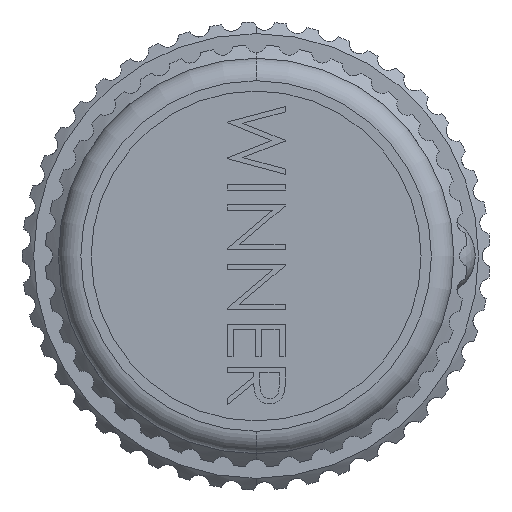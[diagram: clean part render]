
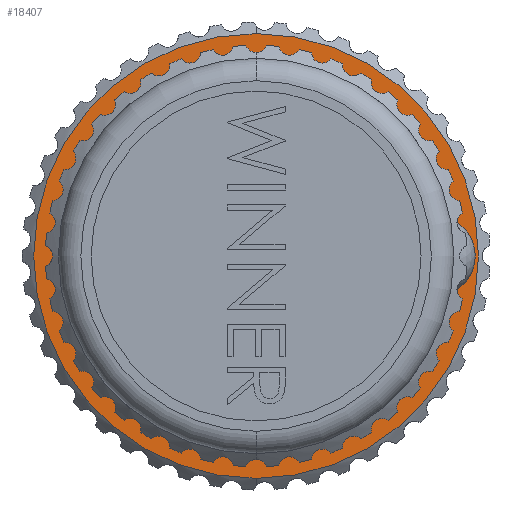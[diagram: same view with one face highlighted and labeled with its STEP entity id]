
A CAD part, left-side view. The second image highlights one B-rep face of the part: STEP entity #18407.
In plain terms, the highlighted planar face has unit normal (-1, 0, 0).
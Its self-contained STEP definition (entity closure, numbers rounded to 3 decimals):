
#153 = PLANE ( 'NONE',  #8996 ) ;
#533 = CARTESIAN_POINT ( 'NONE',  ( -14.3, -0.873, 4.272 ) ) ;
#706 = CARTESIAN_POINT ( 'NONE',  ( -14.3, -1.801, -4.266 ) ) ;
#869 = CARTESIAN_POINT ( 'NONE',  ( -14.3, 0.269, -4.511 ) ) ;
#1041 = CARTESIAN_POINT ( 'NONE',  ( -14.3, 4.072, -0.431 ) ) ;
#1701 = VERTEX_POINT ( 'NONE', #23801 ) ;
#2135 = DIRECTION ( 'NONE',  ( -1., 0., 0. ) ) ;
#2379 = CARTESIAN_POINT ( 'NONE',  ( -14.3, -2.221, 3.863 ) ) ;
#2629 = CARTESIAN_POINT ( 'NONE',  ( -14.3, -0.165, 4.312 ) ) ;
#2725 = CARTESIAN_POINT ( 'NONE',  ( -14.3, -2.022, -4.183 ) ) ;
#2811 = CARTESIAN_POINT ( 'NONE',  ( -14.3, 3.868, -1.576 ) ) ;
#2893 = CARTESIAN_POINT ( 'NONE',  ( -14.3, -2.838, -3.746 ) ) ;
#3051 = CARTESIAN_POINT ( 'NONE',  ( -14.3, -2.442, -3.987 ) ) ;
#3140 = CARTESIAN_POINT ( 'NONE',  ( -14.3, 0., 0. ) ) ;
#3405 = FACE_BOUND ( 'NONE', #12403, .T. ) ;
#4296 = CARTESIAN_POINT ( 'NONE',  ( -14.3, 3.633, 1.61 ) ) ;
#4474 = CARTESIAN_POINT ( 'NONE',  ( -14.3, 2.77, 3.005 ) ) ;
#4558 = CARTESIAN_POINT ( 'NONE',  ( -14.3, -3.972, 2.331 ) ) ;
#4644 = CARTESIAN_POINT ( 'NONE',  ( -14.3, -2.428, 3.755 ) ) ;
#4681 = CARTESIAN_POINT ( 'NONE',  ( -14.3, 0., -15.3 ) ) ;
#4726 = CARTESIAN_POINT ( 'NONE',  ( -14.3, 2.751, -3.324 ) ) ;
#4885 = CARTESIAN_POINT ( 'NONE',  ( -14.3, -2.644, -3.875 ) ) ;
#4934 = FACE_OUTER_BOUND ( 'NONE', #12972, .T. ) ;
#5043 = CARTESIAN_POINT ( 'NONE',  ( -14.3, -0.67, -4.525 ) ) ;
#6389 = CARTESIAN_POINT ( 'NONE',  ( -14.3, 3.7, 1.382 ) ) ;
#6555 = CARTESIAN_POINT ( 'NONE',  ( -14.3, 2.926, 2.83 ) ) ;
#6728 = CARTESIAN_POINT ( 'NONE',  ( -14.3, -1.129, -4.463 ) ) ;
#6778 = CIRCLE ( 'NONE', #21241, 4.7 ) ;
#6986 = CARTESIAN_POINT ( 'NONE',  ( -14.3, 3.789, -1.794 ) ) ;
#7069 = CARTESIAN_POINT ( 'NONE',  ( -14.3, 4.034, 0.263 ) ) ;
#7611 = VERTEX_POINT ( 'NONE', #24702 ) ;
#7975 = ORIENTED_EDGE ( 'NONE', *, *, #14239, .T. ) ;
#8576 = CARTESIAN_POINT ( 'NONE',  ( -14.3, 3.208, 2.452 ) ) ;
#8936 = ORIENTED_EDGE ( 'NONE', *, *, #11390, .T. ) ;
#8996 = AXIS2_PLACEMENT_3D ( 'NONE', #24261, #24348, #20415 ) ;
#8997 = CARTESIAN_POINT ( 'NONE',  ( -14.3, 3.989, -1.128 ) ) ;
#9090 = DIRECTION ( 'NONE',  ( -1., 0., 0. ) ) ;
#9093 = CARTESIAN_POINT ( 'NONE',  ( -14.3, 3.876, 0.948 ) ) ;
#9233 = AXIS2_PLACEMENT_3D ( 'NONE', #3140, #9090, #22611 ) ;
#9922 = DIRECTION ( 'NONE',  ( 0., 0., 1. ) ) ;
#10425 = CARTESIAN_POINT ( 'NONE',  ( -14.3, -0.404, 4.311 ) ) ;
#10580 = CARTESIAN_POINT ( 'NONE',  ( -14.3, 0.991, 4.122 ) ) ;
#10997 = CARTESIAN_POINT ( 'NONE',  ( -14.3, -4.627, 0.826 ) ) ;
#11051 = EDGE_CURVE ( 'NONE', #22141, #1701, #19753, .T. ) ;
#11390 = EDGE_CURVE ( 'NONE', #7611, #18421, #16852, .T. ) ;
#11495 = EDGE_CURVE ( 'NONE', #20157, #7611, #19057, .T. ) ;
#11989 = CARTESIAN_POINT ( 'NONE',  ( -14.3, 0., 0. ) ) ;
#12242 = CARTESIAN_POINT ( 'NONE',  ( -14.3, -4.335, 1.722 ) ) ;
#12331 = CARTESIAN_POINT ( 'NONE',  ( -14.3, -1.104, 4.234 ) ) ;
#12403 = EDGE_LOOP ( 'NONE', ( #13177, #19374, #8936 ) ) ;
#12417 = CARTESIAN_POINT ( 'NONE',  ( -14.3, 1.851, 3.74 ) ) ;
#12481 = CARTESIAN_POINT ( 'NONE',  ( -14.3, -2.838, -3.746 ) ) ;
#12972 = EDGE_LOOP ( 'NONE', ( #7975, #20947 ) ) ;
#13177 = ORIENTED_EDGE ( 'NONE', *, *, #13842, .F. ) ;
#13842 = EDGE_CURVE ( 'NONE', #20157, #18421, #6778, .T. ) ;
#14239 = EDGE_CURVE ( 'NONE', #1701, #22141, #15189, .T. ) ;
#14261 = CARTESIAN_POINT ( 'NONE',  ( -14.3, -4.514, 1.287 ) ) ;
#14348 = CARTESIAN_POINT ( 'NONE',  ( -14.3, 1.217, 4.044 ) ) ;
#14510 = CARTESIAN_POINT ( 'NONE',  ( -14.3, -3.836, 2.525 ) ) ;
#14930 = CARTESIAN_POINT ( 'NONE',  ( -14.3, 1.603, -4.11 ) ) ;
#15019 = CARTESIAN_POINT ( 'NONE',  ( -14.3, 4.073, -0.2 ) ) ;
#15189 = CIRCLE ( 'NONE', #18400, 15.3 ) ;
#16285 = CARTESIAN_POINT ( 'NONE',  ( -14.3, 2.243, 3.479 ) ) ;
#16379 = CARTESIAN_POINT ( 'NONE',  ( -14.3, 3.546, 1.829 ) ) ;
#16721 = CARTESIAN_POINT ( 'NONE',  ( -14.3, 2.011, -3.89 ) ) ;
#16809 = CARTESIAN_POINT ( 'NONE',  ( -14.3, 3.7, 1.382 ) ) ;
#16852 = B_SPLINE_CURVE_WITH_KNOTS ( 'NONE', 3,
 ( #6389, #4296, #16379, #24388, #8576, #6555, #4474, #22631, #16285, #12417, #20464, #14348, #10580, #20526, #24634, #2629, #10425, #533, #12331, #18335, #22713, #2379, #4644, #22533, #18672, #24472, #18505, #14510, #4558, #12242, #14261, #10997 ),
 .UNSPECIFIED., .F., .F.,
 ( 4, 2, 2, 2, 2, 2, 2, 2, 2, 2, 2, 2, 2, 2, 2, 4 ),
 ( 0., 0.001, 0.001, 0.002, 0.003, 0.004, 0.004, 0.005, 0.006, 0.006, 0.007, 0.008, 0.008, 0.009, 0.01, 0.011 ),
 .UNSPECIFIED. ) ;
#16985 = CARTESIAN_POINT ( 'NONE',  ( -14.3, 3.215, -2.805 ) ) ;
#17067 = CARTESIAN_POINT ( 'NONE',  ( -14.3, 3.594, -2.215 ) ) ;
#17955 = CARTESIAN_POINT ( 'NONE',  ( -14.3, 0., 0. ) ) ;
#18044 = CARTESIAN_POINT ( 'NONE',  ( -14.3, -4.627, 0.826 ) ) ;
#18335 = CARTESIAN_POINT ( 'NONE',  ( -14.3, -1.561, 4.122 ) ) ;
#18400 = AXIS2_PLACEMENT_3D ( 'NONE', #17955, #24344, #20314 ) ;
#18407 = ADVANCED_FACE ( 'NONE', ( #3405, #4934 ), #153, .T. ) ;
#18421 = VERTEX_POINT ( 'NONE', #18044 ) ;
#18505 = CARTESIAN_POINT ( 'NONE',  ( -14.3, -3.536, 2.886 ) ) ;
#18672 = CARTESIAN_POINT ( 'NONE',  ( -14.3, -3.018, 3.364 ) ) ;
#18927 = CARTESIAN_POINT ( 'NONE',  ( -14.3, 1.387, -4.204 ) ) ;
#19016 = CARTESIAN_POINT ( 'NONE',  ( -14.3, 3.477, -2.421 ) ) ;
#19057 = B_SPLINE_CURVE_WITH_KNOTS ( 'NONE', 3,
 ( #2893, #4885, #3051, #2725, #706, #6728, #5043, #869, #24954, #18927, #14930, #16721, #22979, #21035, #4726, #22882, #16985, #19016, #17067, #6986, #2811, #8997, #23066, #1041, #15019, #7069, #21124, #9093, #23150, #16809 ),
 .UNSPECIFIED., .F., .F.,
 ( 4, 2, 2, 2, 2, 2, 2, 2, 2, 2, 2, 2, 2, 2, 4 ),
 ( 0., 0.001, 0.002, 0.003, 0.005, 0.005, 0.006, 0.007, 0.007, 0.008, 0.009, 0.009, 0.01, 0.011, 0.011 ),
 .UNSPECIFIED. ) ;
#19374 = ORIENTED_EDGE ( 'NONE', *, *, #11495, .T. ) ;
#19753 = CIRCLE ( 'NONE', #9233, 15.3 ) ;
#20157 = VERTEX_POINT ( 'NONE', #12481 ) ;
#20314 = DIRECTION ( 'NONE',  ( 0., 0., -1. ) ) ;
#20415 = DIRECTION ( 'NONE',  ( 0., 0., 1. ) ) ;
#20464 = CARTESIAN_POINT ( 'NONE',  ( -14.3, 1.646, 3.853 ) ) ;
#20526 = CARTESIAN_POINT ( 'NONE',  ( -14.3, 0.535, 4.238 ) ) ;
#20947 = ORIENTED_EDGE ( 'NONE', *, *, #11051, .T. ) ;
#21035 = CARTESIAN_POINT ( 'NONE',  ( -14.3, 2.576, -3.482 ) ) ;
#21124 = CARTESIAN_POINT ( 'NONE',  ( -14.3, 3.995, 0.497 ) ) ;
#21241 = AXIS2_PLACEMENT_3D ( 'NONE', #11989, #2135, #9922 ) ;
#22141 = VERTEX_POINT ( 'NONE', #4681 ) ;
#22533 = CARTESIAN_POINT ( 'NONE',  ( -14.3, -2.826, 3.506 ) ) ;
#22611 = DIRECTION ( 'NONE',  ( 0., 0., -1. ) ) ;
#22631 = CARTESIAN_POINT ( 'NONE',  ( -14.3, 2.43, 3.329 ) ) ;
#22713 = CARTESIAN_POINT ( 'NONE',  ( -14.3, -1.788, 4.047 ) ) ;
#22882 = CARTESIAN_POINT ( 'NONE',  ( -14.3, 3.07, -2.986 ) ) ;
#22979 = CARTESIAN_POINT ( 'NONE',  ( -14.3, 2.206, -3.765 ) ) ;
#23066 = CARTESIAN_POINT ( 'NONE',  ( -14.3, 4.03, -0.895 ) ) ;
#23150 = CARTESIAN_POINT ( 'NONE',  ( -14.3, 3.798, 1.168 ) ) ;
#23801 = CARTESIAN_POINT ( 'NONE',  ( -14.3, 0., 15.3 ) ) ;
#24261 = CARTESIAN_POINT ( 'NONE',  ( -14.3, 0., 5.05 ) ) ;
#24344 = DIRECTION ( 'NONE',  ( -1., 0., 0. ) ) ;
#24348 = DIRECTION ( 'NONE',  ( -1., 0., 0. ) ) ;
#24388 = CARTESIAN_POINT ( 'NONE',  ( -14.3, 3.333, 2.249 ) ) ;
#24472 = CARTESIAN_POINT ( 'NONE',  ( -14.3, -3.372, 3.053 ) ) ;
#24634 = CARTESIAN_POINT ( 'NONE',  ( -14.3, 0.304, 4.276 ) ) ;
#24702 = CARTESIAN_POINT ( 'NONE',  ( -14.3, 3.7, 1.382 ) ) ;
#24954 = CARTESIAN_POINT ( 'NONE',  ( -14.3, 0.725, -4.433 ) ) ;
